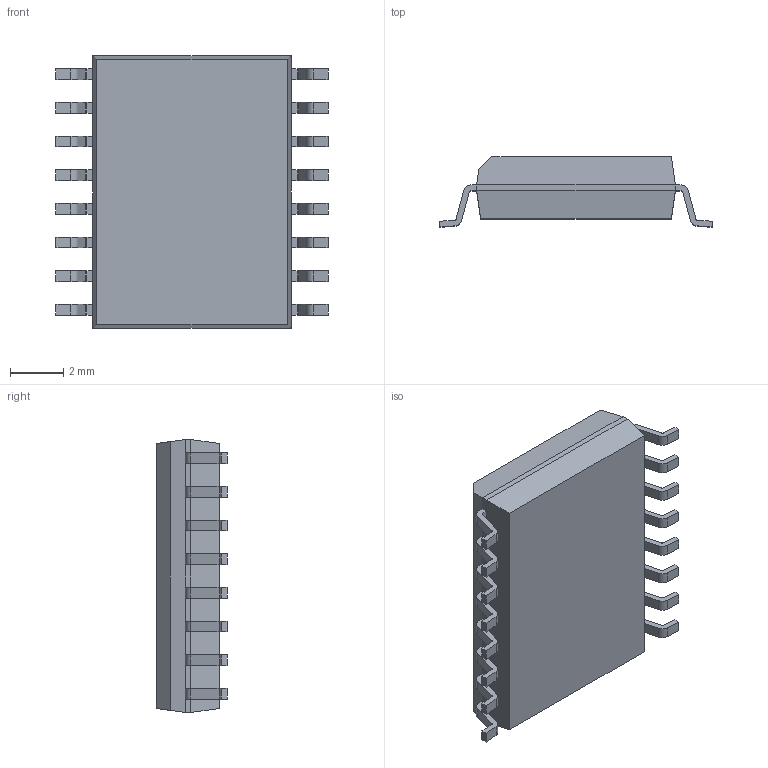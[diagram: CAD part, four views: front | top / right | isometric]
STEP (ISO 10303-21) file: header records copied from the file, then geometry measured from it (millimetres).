
FILE_DESCRIPTION (( 'STEP AP214' ),'1' );
FILE_NAME ('DW16.STEP','2020-08-27T20:26:17',( '' ),( '' ),'SwSTEP 2.0','SolidWorks 2017','' );
FILE_SCHEMA (( 'AUTOMOTIVE_DESIGN' ));
Length unit declared in the file: millimetre
Products named in the file (1): DW16
Bounding box: 10.3 x 2.65 x 10.3 mm (x, y, z)
Volume: 178.1 mm3; surface area: 274.1 mm2
Topology: 17 solids, 17 shells, 239 faces, 607 edges, 402 vertices
Faces by surface type: plane 175, cylinder 64
Entity records: 4871 total; most frequent: ORIENTED_EDGE 1214, EDGE_CURVE 607, CARTESIAN_POINT 513, LINE 479, VERTEX_POINT 402, AXIS2_PLACEMENT_3D 320, ADVANCED_FACE 239, FACE_OUTER_BOUND 239
